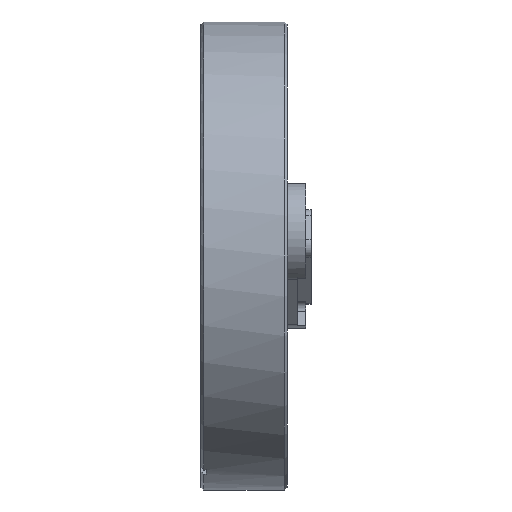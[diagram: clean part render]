
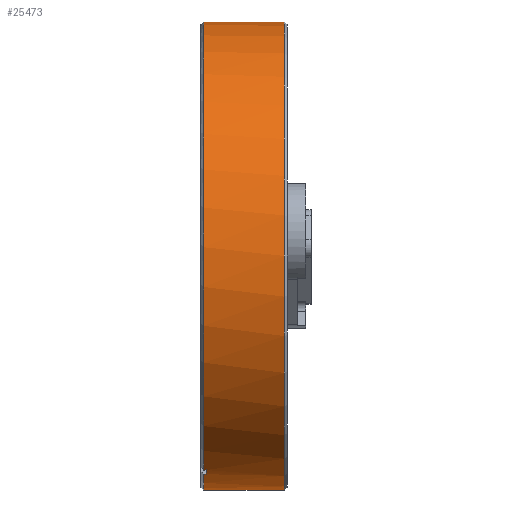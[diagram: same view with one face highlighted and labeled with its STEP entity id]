
A CAD part, left-side view. The second image highlights one B-rep face of the part: STEP entity #25473.
In plain terms, the highlighted cylindrical face has radius 42.8 mm (diameter 85.6 mm), a partial arc.
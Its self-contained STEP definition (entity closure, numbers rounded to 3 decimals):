
#58 = CARTESIAN_POINT ( 'NONE',  ( -15.451, -0.5, -39.914 ) ) ;
#159 = VERTEX_POINT ( 'NONE', #14435 ) ;
#252 = ORIENTED_EDGE ( 'NONE', *, *, #1946, .T. ) ;
#471 = DIRECTION ( 'NONE',  ( 0., -1., 0. ) ) ;
#1946 = EDGE_CURVE ( 'NONE', #10652, #12963, #8175, .T. ) ;
#2244 = DIRECTION ( 'NONE',  ( 0., 0., -1. ) ) ;
#3349 = AXIS2_PLACEMENT_3D ( 'NONE', #5567, #26066, #9529 ) ;
#3465 = EDGE_CURVE ( 'NONE', #12963, #8855, #22450, .T. ) ;
#3594 = AXIS2_PLACEMENT_3D ( 'NONE', #26087, #16201, #8101 ) ;
#3739 = VECTOR ( 'NONE', #20354, 1000. ) ;
#4369 = ORIENTED_EDGE ( 'NONE', *, *, #19899, .F. ) ;
#4636 = DIRECTION ( 'NONE',  ( 0., -1., 0. ) ) ;
#5567 = CARTESIAN_POINT ( 'NONE',  ( 0., -15.3, 0. ) ) ;
#5733 = CIRCLE ( 'NONE', #3594, 42.8 ) ;
#5778 = VECTOR ( 'NONE', #471, 1000. ) ;
#6082 = FACE_OUTER_BOUND ( 'NONE', #14583, .T. ) ;
#6149 = LINE ( 'NONE', #22760, #3739 ) ;
#6742 = CARTESIAN_POINT ( 'NONE',  ( 0., -15.3, -42.8 ) ) ;
#6764 = ORIENTED_EDGE ( 'NONE', *, *, #17174, .F. ) ;
#8101 = DIRECTION ( 'NONE',  ( 0., 0., -1. ) ) ;
#8163 = CARTESIAN_POINT ( 'NONE',  ( -17.298, -24.574, -39.149 ) ) ;
#8175 = LINE ( 'NONE', #22274, #18088 ) ;
#8357 = ORIENTED_EDGE ( 'NONE', *, *, #16612, .T. ) ;
#8855 = VERTEX_POINT ( 'NONE', #14887 ) ;
#9056 = VERTEX_POINT ( 'NONE', #58 ) ;
#9529 = DIRECTION ( 'NONE',  ( 0., 0., 1. ) ) ;
#9635 = DIRECTION ( 'NONE',  ( 0., -1., 0. ) ) ;
#9657 = CARTESIAN_POINT ( 'NONE',  ( -17.298, -0.5, -39.149 ) ) ;
#10200 = CIRCLE ( 'NONE', #11444, 42.8 ) ;
#10233 = CARTESIAN_POINT ( 'NONE',  ( 0., -1., 0. ) ) ;
#10575 = LINE ( 'NONE', #8163, #5778 ) ;
#10588 = EDGE_CURVE ( 'NONE', #11897, #159, #15158, .T. ) ;
#10652 = VERTEX_POINT ( 'NONE', #14860 ) ;
#10654 = VECTOR ( 'NONE', #23619, 1000. ) ;
#11444 = AXIS2_PLACEMENT_3D ( 'NONE', #14478, #20327, #12369 ) ;
#11897 = VERTEX_POINT ( 'NONE', #17146 ) ;
#12040 = CYLINDRICAL_SURFACE ( 'NONE', #16041, 42.8 ) ;
#12369 = DIRECTION ( 'NONE',  ( 0., 0., -1. ) ) ;
#12506 = ORIENTED_EDGE ( 'NONE', *, *, #3465, .T. ) ;
#12963 = VERTEX_POINT ( 'NONE', #6742 ) ;
#14156 = DIRECTION ( 'NONE',  ( 0., 0., -1. ) ) ;
#14435 = CARTESIAN_POINT ( 'NONE',  ( -15.451, -1., -39.914 ) ) ;
#14478 = CARTESIAN_POINT ( 'NONE',  ( 0., -0.5, 0. ) ) ;
#14583 = EDGE_LOOP ( 'NONE', ( #6764, #8357, #21808, #16353, #4369, #15690, #252, #12506 ) ) ;
#14860 = CARTESIAN_POINT ( 'NONE',  ( 0., -0.5, -42.8 ) ) ;
#14887 = CARTESIAN_POINT ( 'NONE',  ( 0., -15.3, 42.8 ) ) ;
#15158 = CIRCLE ( 'NONE', #25372, 42.8 ) ;
#15690 = ORIENTED_EDGE ( 'NONE', *, *, #21374, .T. ) ;
#16041 = AXIS2_PLACEMENT_3D ( 'NONE', #16286, #20138, #14156 ) ;
#16201 = DIRECTION ( 'NONE',  ( 0., -1., 0. ) ) ;
#16286 = CARTESIAN_POINT ( 'NONE',  ( 0., -24.574, 0. ) ) ;
#16353 = ORIENTED_EDGE ( 'NONE', *, *, #10588, .T. ) ;
#16612 = EDGE_CURVE ( 'NONE', #24084, #21627, #10200, .T. ) ;
#17146 = CARTESIAN_POINT ( 'NONE',  ( -17.298, -1., -39.149 ) ) ;
#17174 = EDGE_CURVE ( 'NONE', #24084, #8855, #17767, .T. ) ;
#17400 = CARTESIAN_POINT ( 'NONE',  ( 0., -0.5, 42.8 ) ) ;
#17767 = LINE ( 'NONE', #19722, #10654 ) ;
#18088 = VECTOR ( 'NONE', #9635, 1000. ) ;
#19097 = EDGE_CURVE ( 'NONE', #21627, #11897, #10575, .T. ) ;
#19722 = CARTESIAN_POINT ( 'NONE',  ( 0., -24.574, 42.8 ) ) ;
#19899 = EDGE_CURVE ( 'NONE', #9056, #159, #6149, .T. ) ;
#20138 = DIRECTION ( 'NONE',  ( 0., -1., 0. ) ) ;
#20327 = DIRECTION ( 'NONE',  ( 0., -1., 0. ) ) ;
#20354 = DIRECTION ( 'NONE',  ( 0., -1., 0. ) ) ;
#21374 = EDGE_CURVE ( 'NONE', #9056, #10652, #5733, .T. ) ;
#21627 = VERTEX_POINT ( 'NONE', #9657 ) ;
#21808 = ORIENTED_EDGE ( 'NONE', *, *, #19097, .T. ) ;
#22274 = CARTESIAN_POINT ( 'NONE',  ( 0., -24.574, -42.8 ) ) ;
#22450 = CIRCLE ( 'NONE', #3349, 42.8 ) ;
#22760 = CARTESIAN_POINT ( 'NONE',  ( -15.451, -24.574, -39.914 ) ) ;
#23619 = DIRECTION ( 'NONE',  ( 0., -1., 0. ) ) ;
#24084 = VERTEX_POINT ( 'NONE', #17400 ) ;
#25372 = AXIS2_PLACEMENT_3D ( 'NONE', #10233, #4636, #2244 ) ;
#25473 = ADVANCED_FACE ( 'NONE', ( #6082 ), #12040, .T. ) ;
#26066 = DIRECTION ( 'NONE',  ( 0., 1., 0. ) ) ;
#26087 = CARTESIAN_POINT ( 'NONE',  ( 0., -0.5, 0. ) ) ;
